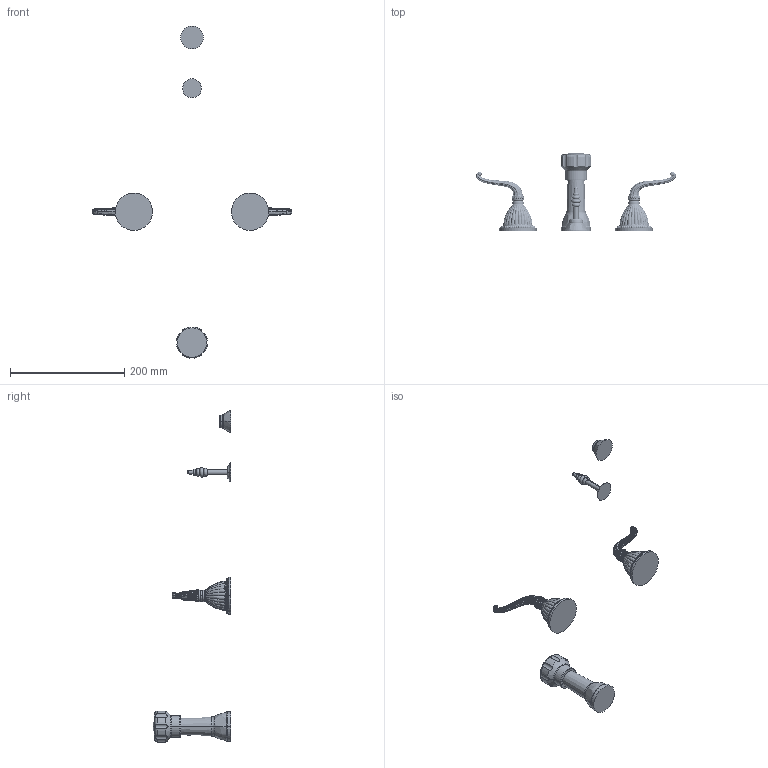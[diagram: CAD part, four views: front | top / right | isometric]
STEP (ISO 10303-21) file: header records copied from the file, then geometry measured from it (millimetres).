
FILE_DESCRIPTION((''),'2;1');
FILE_NAME('1099','2021-01-27T13:54:43',('jinson.thomas'),(''),'CREO PARAMETRIC BY PTC INC, 2018400','CREO PARAMETRIC BY PTC INC, 2018400','');
FILE_SCHEMA(('CONFIG_CONTROL_DESIGN'));
Products named in the file (1): 1099
Bounding box: 349.66 x 135.97 x 580.53 mm (x, y, z)
Volume: 378475.7 mm3; surface area: 72516.7 mm2
Topology: 5 solids, 5 shells, 6362 faces, 18474 edges, 12057 vertices
Faces by surface type: bspline 3076, cylinder 2248, plane 700, sphere 182, torus 72, revolution 60, cone 24
Entity records: 365065 total; most frequent: CARTESIAN_POINT 233691, ORIENTED_EDGE 36564, EDGE_CURVE 18282, B_SPLINE_CURVE_WITH_KNOTS 13881, DIRECTION 13094, VERTEX_POINT 12055, EDGE_LOOP 6487, FACE_OUTER_BOUND 6362
